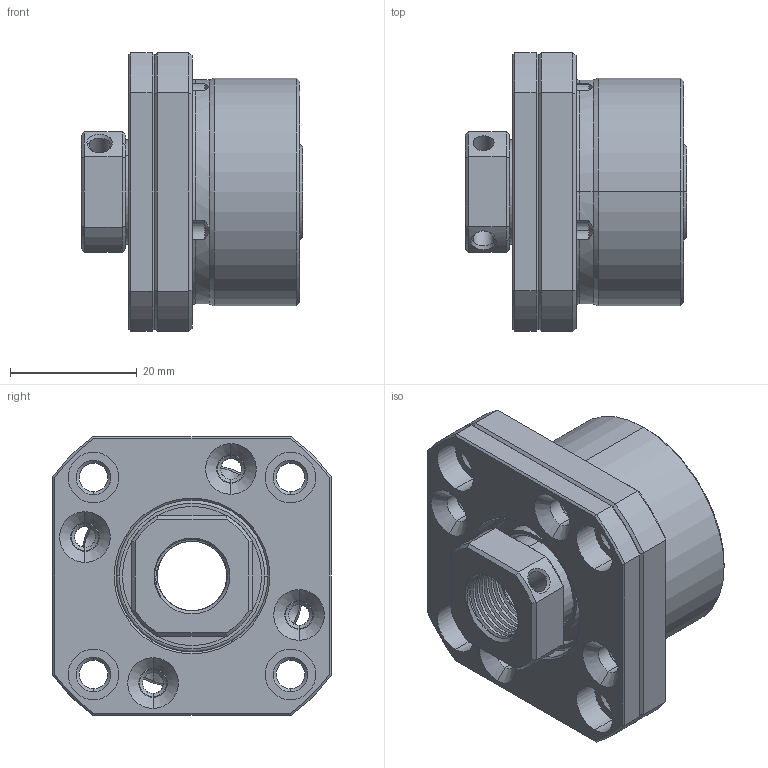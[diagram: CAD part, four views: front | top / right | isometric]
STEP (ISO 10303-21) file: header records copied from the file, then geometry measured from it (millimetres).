
FILE_DESCRIPTION (( 'STEP AP203' ), '1' );
FILE_NAME ('FK12²Õ¦X.STEP', '2010-08-13T07:25:15', ( '' ), ( '' ), 'SwSTEP 2.0', 'SolidWorks 2008', '' );
FILE_SCHEMA (( 'CONFIG_CONTROL_DESIGN' ));
Length unit declared in the file: millimetre
Products named in the file (1): FK12組合
Bounding box: 35 x 44 x 44 mm (x, y, z)
Volume: 27667.8 mm3; surface area: 23361.7 mm2
Topology: 35 solids, 35 shells, 448 faces, 1084 edges, 660 vertices
Faces by surface type: cylinder 130, cone 94, torus 93, plane 66, sphere 48, bspline 17
Entity records: 20714 total; most frequent: CARTESIAN_POINT 10868, DIRECTION 2181, ORIENTED_EDGE 1928, AXIS2_PLACEMENT_3D 965, EDGE_CURVE 964, VERTEX_POINT 588, CIRCLE 533, EDGE_LOOP 508
